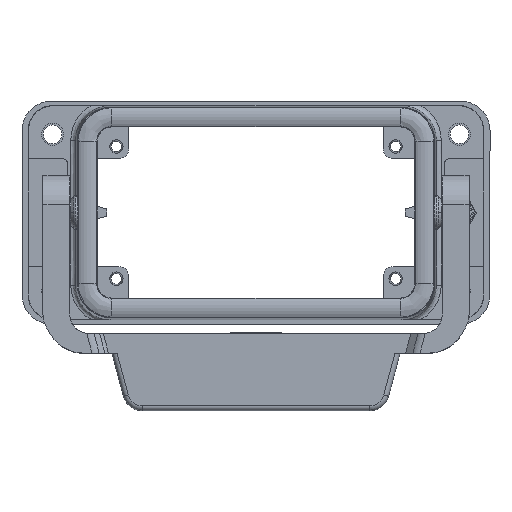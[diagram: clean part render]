
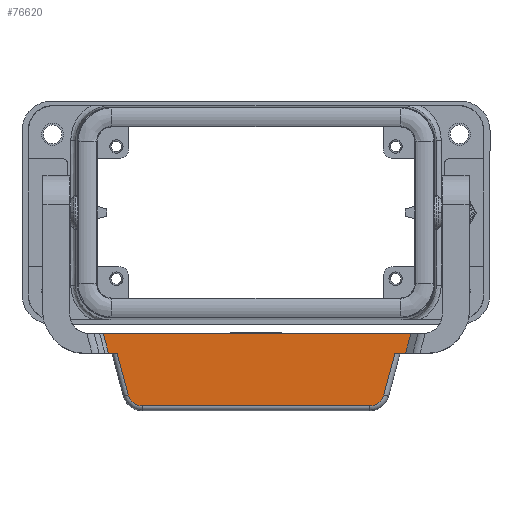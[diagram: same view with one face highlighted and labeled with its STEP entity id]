
A CAD part, top view. The second image highlights one B-rep face of the part: STEP entity #76620.
In plain terms, the highlighted face is planar.
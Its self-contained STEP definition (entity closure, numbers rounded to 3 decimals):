
#52660=CARTESIAN_POINT('',(-84.447,-43.426,
-44.));
#52670=VERTEX_POINT('',#52660);
#52720=CARTESIAN_POINT('',(-81.447,-43.426,
-44.));
#52730=DIRECTION('',(0.,0.,-1.));
#52740=DIRECTION('',(0.,1.,0.));
#52750=AXIS2_PLACEMENT_3D('',#52720,#52730,#52740);
#52760=CIRCLE('',#52750,3.);
#52770=CARTESIAN_POINT('',(-82.223,-40.528,
-44.));
#52780=VERTEX_POINT('',#52770);
#52790=EDGE_CURVE('',#52670,#52780,#52760,.T.);
#75610=CARTESIAN_POINT('',(-73.697,-38.243,
-44.));
#75620=VERTEX_POINT('',#75610);
#75740=CARTESIAN_POINT('',(289.416,59.053,
-44.));
#75750=DIRECTION('',(0.966,0.259,
0.));
#75760=VECTOR('',#75750,1.);
#75770=LINE('',#75740,#75760);
#75780=EDGE_CURVE('',#52780,#75620,#75770,.T.);
#75900=CARTESIAN_POINT('',(-75.697,-91.356,
-44.));
#75910=DIRECTION('',(0.,0.,-1.));
#75920=DIRECTION('',(0.,1.,0.));
#75930=AXIS2_PLACEMENT_3D('',#75900,#75910,#75920);
#75940=PLANE('',#75930);
#75950=CARTESIAN_POINT('',(289.416,-194.001,
-44.));
#75960=DIRECTION('',(-0.966,0.259,
0.));
#75970=VECTOR('',#75960,1.);
#75980=LINE('',#75950,#75970);
#75990=CARTESIAN_POINT('',(-69.697,-97.777,
-44.));
#76000=VERTEX_POINT('',#75990);
#76010=CARTESIAN_POINT('',(-73.697,-96.706,
-44.));
#76020=VERTEX_POINT('',#76010);
#76030=EDGE_CURVE('',#76000,#76020,#75980,.T.);
#76040=ORIENTED_EDGE('',*,*,#76030,.T.);
#76050=CARTESIAN_POINT('',(-69.697,-122.356,
-44.));
#76060=DIRECTION('',(0.,-1.,0.));
#76070=VECTOR('',#76060,1.);
#76080=LINE('',#76050,#76070);
#76090=CARTESIAN_POINT('',(-69.697,-35.006,
-44.));
#76100=VERTEX_POINT('',#76090);
#76110=EDGE_CURVE('',#76100,#76000,#76080,.T.);
#76120=ORIENTED_EDGE('',*,*,#76110,.T.);
#76130=CARTESIAN_POINT('',(289.416,61.218,
-44.));
#76140=DIRECTION('',(-0.966,-0.259,
0.));
#76150=VECTOR('',#76140,1.);
#76160=LINE('',#76130,#76150);
#76170=CARTESIAN_POINT('',(-73.697,-36.078,
-44.));
#76180=VERTEX_POINT('',#76170);
#76190=EDGE_CURVE('',#76100,#76180,#76160,.T.);
#76200=ORIENTED_EDGE('',*,*,#76190,.F.);
#76210=CARTESIAN_POINT('',(-73.697,-122.356,
-44.));
#76220=DIRECTION('',(0.,1.,0.));
#76230=VECTOR('',#76220,1.);
#76240=LINE('',#76210,#76230);
#76250=EDGE_CURVE('',#75620,#76180,#76240,.T.);
#76260=ORIENTED_EDGE('',*,*,#76250,.T.);
#76270=ORIENTED_EDGE('',*,*,#75780,.T.);
#76280=ORIENTED_EDGE('',*,*,#52790,.T.);
#76290=CARTESIAN_POINT('',(-84.447,-122.356,
-44.));
#76300=DIRECTION('',(0.,-1.,0.));
#76310=VECTOR('',#76300,1.);
#76320=LINE('',#76290,#76310);
#76330=CARTESIAN_POINT('',(-84.447,-89.787,
-44.));
#76340=VERTEX_POINT('',#76330);
#76350=EDGE_CURVE('',#52670,#76340,#76320,.T.);
#76360=ORIENTED_EDGE('',*,*,#76350,.F.);
#76370=CARTESIAN_POINT('',(-81.447,-89.787,
-44.));
#76380=DIRECTION('',(0.,0.,-1.));
#76390=DIRECTION('',(0.,1.,0.));
#76400=AXIS2_PLACEMENT_3D('',#76370,#76380,#76390);
#76410=CIRCLE('',#76400,3.);
#76420=CARTESIAN_POINT('',(-82.223,-92.685,
-44.));
#76430=VERTEX_POINT('',#76420);
#76440=EDGE_CURVE('',#76430,#76340,#76410,.T.);
#76450=ORIENTED_EDGE('',*,*,#76440,.T.);
#76460=CARTESIAN_POINT('',(289.416,-192.265,
-44.));
#76470=DIRECTION('',(0.966,-0.259,
0.));
#76480=VECTOR('',#76470,1.);
#76490=LINE('',#76460,#76480);
#76500=CARTESIAN_POINT('',(-73.697,-94.969,
-44.));
#76510=VERTEX_POINT('',#76500);
#76520=EDGE_CURVE('',#76430,#76510,#76490,.T.);
#76530=ORIENTED_EDGE('',*,*,#76520,.F.);
#76540=CARTESIAN_POINT('',(-73.697,-122.356,
-44.));
#76550=DIRECTION('',(0.,1.,0.));
#76560=VECTOR('',#76550,1.);
#76570=LINE('',#76540,#76560);
#76580=EDGE_CURVE('',#76020,#76510,#76570,.T.);
#76590=ORIENTED_EDGE('',*,*,#76580,.T.);
#76600=EDGE_LOOP('',(#76590,#76530,#76450,#76360,#76280,#76270,#76260,
#76200,#76120,#76040));
#76610=FACE_OUTER_BOUND('',#76600,.T.);
#76620=ADVANCED_FACE('',(#76610),#75940,.T.);
